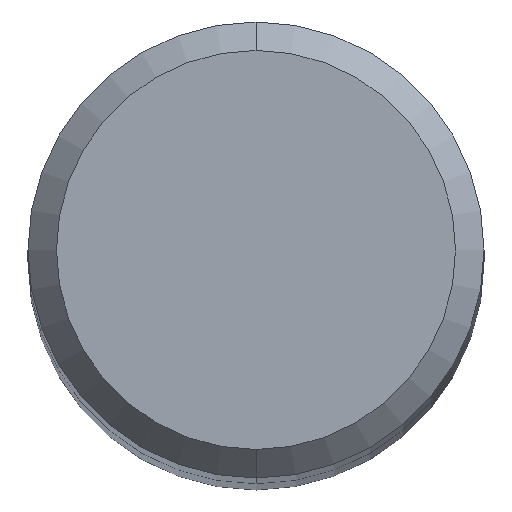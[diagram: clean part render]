
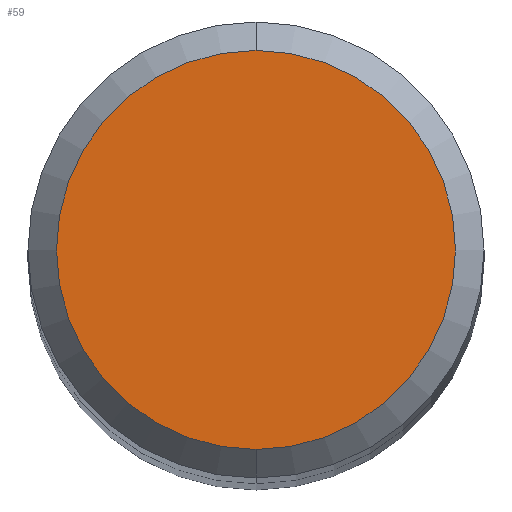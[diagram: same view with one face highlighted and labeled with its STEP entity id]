
A CAD part, top view. The second image highlights one B-rep face of the part: STEP entity #59.
In plain terms, the highlighted planar face has unit normal (0, 0, 1).
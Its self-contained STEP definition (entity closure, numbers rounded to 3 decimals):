
#48=PLANE('',#291);
#59=ADVANCED_FACE('',(#74),#48,.F.);
#74=FACE_OUTER_BOUND('',#85,.T.);
#85=EDGE_LOOP('',(#130,#131));
#94=CIRCLE('',#287,7.);
#95=CIRCLE('',#289,7.);
#130=ORIENTED_EDGE('',*,*,#160,.F.);
#131=ORIENTED_EDGE('',*,*,#158,.F.);
#141=VERTEX_POINT('',#416);
#142=VERTEX_POINT('',#418);
#158=EDGE_CURVE('',#141,#142,#94,.T.);
#160=EDGE_CURVE('',#142,#141,#95,.T.);
#287=AXIS2_PLACEMENT_3D('',#417,#357,#358);
#289=AXIS2_PLACEMENT_3D('',#421,#362,#363);
#291=AXIS2_PLACEMENT_3D('',#423,#366,#367);
#357=DIRECTION('',(0.,0.,-1.));
#358=DIRECTION('',(0.,-1.,0.));
#362=DIRECTION('',(0.,0.,-1.));
#363=DIRECTION('',(0.,1.,0.));
#366=DIRECTION('',(0.,0.,-1.));
#367=DIRECTION('',(0.,1.,0.));
#416=CARTESIAN_POINT('',(0.,-7.,243.912));
#417=CARTESIAN_POINT('',(0.,0.,243.912));
#418=CARTESIAN_POINT('',(0.,7.,243.912));
#421=CARTESIAN_POINT('',(0.,0.,243.912));
#423=CARTESIAN_POINT('',(0.,0.,243.912));
